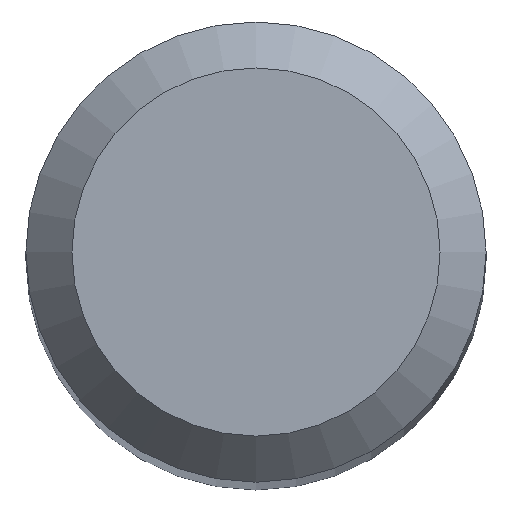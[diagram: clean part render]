
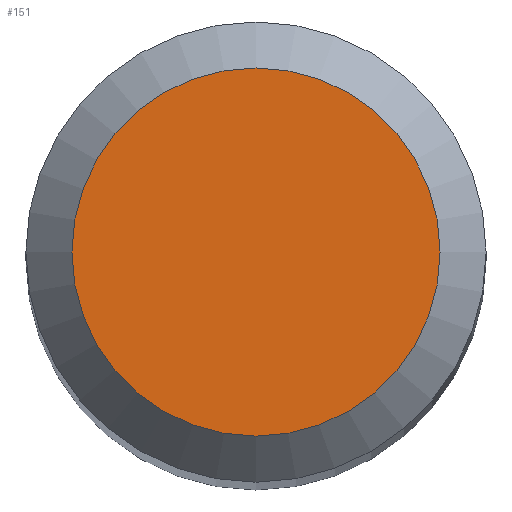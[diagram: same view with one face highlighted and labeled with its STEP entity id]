
A CAD part, top view. The second image highlights one B-rep face of the part: STEP entity #151.
In plain terms, the highlighted planar face has unit normal (0, 0, 1).
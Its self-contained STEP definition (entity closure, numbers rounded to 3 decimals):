
#5 = ORIENTED_EDGE ( 'NONE', *, *, #219, .F. ) ;
#22 = DIRECTION ( 'NONE',  ( 0., 1., 0. ) ) ;
#45 = CARTESIAN_POINT ( 'NONE',  ( 0., 0., 50. ) ) ;
#114 = CARTESIAN_POINT ( 'NONE',  ( 0., 1.2, 50. ) ) ;
#118 = DIRECTION ( 'NONE',  ( 0., 0., -1. ) ) ;
#119 = EDGE_LOOP ( 'NONE', ( #5 ) ) ;
#136 = DIRECTION ( 'NONE',  ( 0., 1., 0. ) ) ;
#149 = FACE_OUTER_BOUND ( 'NONE', #119, .T. ) ;
#151 = ADVANCED_FACE ( 'NONE', ( #149 ), #295, .F. ) ;
#155 = DIRECTION ( 'NONE',  ( 0., 0., -1. ) ) ;
#185 = VERTEX_POINT ( 'NONE', #114 ) ;
#193 = CIRCLE ( 'NONE', #195, 1.2 ) ;
#195 = AXIS2_PLACEMENT_3D ( 'NONE', #45, #118, #136 ) ;
#219 = EDGE_CURVE ( 'NONE', #185, #185, #193, .T. ) ;
#244 = AXIS2_PLACEMENT_3D ( 'NONE', #300, #155, #22 ) ;
#295 = PLANE ( 'NONE',  #244 ) ;
#300 = CARTESIAN_POINT ( 'NONE',  ( 0., 0., 50. ) ) ;
